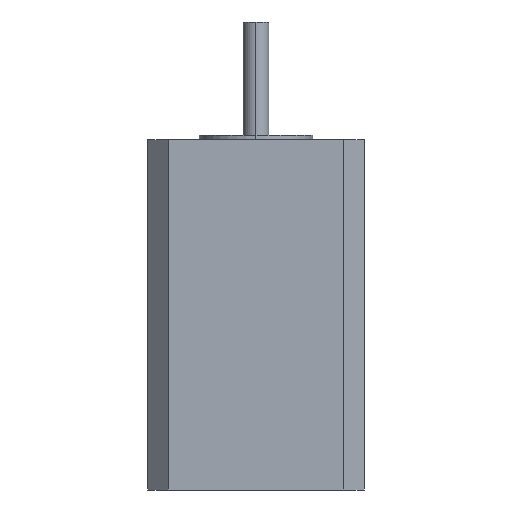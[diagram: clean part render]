
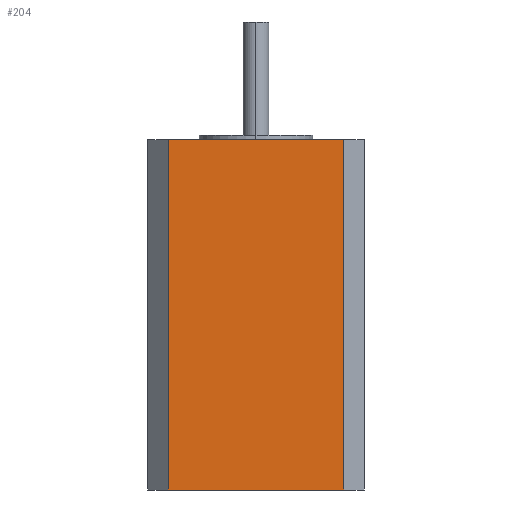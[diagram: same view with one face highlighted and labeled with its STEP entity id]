
A CAD part, left-side view. The second image highlights one B-rep face of the part: STEP entity #204.
In plain terms, the highlighted planar face has unit normal (-1, 0, 0).
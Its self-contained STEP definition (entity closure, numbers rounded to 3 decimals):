
#11 = EDGE_CURVE ( 'NONE', #99, #194, #606, .T. ) ;
#18 = VERTEX_POINT ( 'NONE', #471 ) ;
#52 = EDGE_LOOP ( 'NONE', ( #88, #360, #247, #117 ) ) ;
#75 = LINE ( 'NONE', #440, #468 ) ;
#88 = ORIENTED_EDGE ( 'NONE', *, *, #546, .F. ) ;
#99 = VERTEX_POINT ( 'NONE', #891 ) ;
#110 = CARTESIAN_POINT ( 'NONE',  ( -21., 16.972, 33.95 ) ) ;
#117 = ORIENTED_EDGE ( 'NONE', *, *, #636, .F. ) ;
#140 = CARTESIAN_POINT ( 'NONE',  ( -21., 16.972, 33.95 ) ) ;
#146 = DIRECTION ( 'NONE',  ( 0., -1., 0. ) ) ;
#194 = VERTEX_POINT ( 'NONE', #562 ) ;
#204 = ADVANCED_FACE ( 'NONE', ( #553 ), #626, .F. ) ;
#247 = ORIENTED_EDGE ( 'NONE', *, *, #11, .F. ) ;
#292 = AXIS2_PLACEMENT_3D ( 'NONE', #432, #764, #759 ) ;
#332 = LINE ( 'NONE', #881, #412 ) ;
#360 = ORIENTED_EDGE ( 'NONE', *, *, #558, .T. ) ;
#394 = CARTESIAN_POINT ( 'NONE',  ( -21., -16.972, 33.95 ) ) ;
#412 = VECTOR ( 'NONE', #787, 1000. ) ;
#432 = CARTESIAN_POINT ( 'NONE',  ( -21., -21., 33.95 ) ) ;
#440 = CARTESIAN_POINT ( 'NONE',  ( -21., -21., -33.95 ) ) ;
#468 = VECTOR ( 'NONE', #146, 1000. ) ;
#471 = CARTESIAN_POINT ( 'NONE',  ( -21., 16.972, -33.95 ) ) ;
#479 = DIRECTION ( 'NONE',  ( 0., 0., -1. ) ) ;
#480 = LINE ( 'NONE', #140, #833 ) ;
#546 = EDGE_CURVE ( 'NONE', #18, #725, #480, .T. ) ;
#553 = FACE_OUTER_BOUND ( 'NONE', #52, .T. ) ;
#558 = EDGE_CURVE ( 'NONE', #18, #194, #75, .T. ) ;
#562 = CARTESIAN_POINT ( 'NONE',  ( -21., -16.972, -33.95 ) ) ;
#606 = LINE ( 'NONE', #394, #830 ) ;
#626 = PLANE ( 'NONE',  #292 ) ;
#636 = EDGE_CURVE ( 'NONE', #725, #99, #332, .T. ) ;
#725 = VERTEX_POINT ( 'NONE', #110 ) ;
#759 = DIRECTION ( 'NONE',  ( 0., 0., -1. ) ) ;
#764 = DIRECTION ( 'NONE',  ( 1., 0., 0. ) ) ;
#787 = DIRECTION ( 'NONE',  ( 0., -1., 0. ) ) ;
#830 = VECTOR ( 'NONE', #479, 1000. ) ;
#833 = VECTOR ( 'NONE', #855, 1000. ) ;
#855 = DIRECTION ( 'NONE',  ( 0., 0., 1. ) ) ;
#881 = CARTESIAN_POINT ( 'NONE',  ( -21., -21., 33.95 ) ) ;
#891 = CARTESIAN_POINT ( 'NONE',  ( -21., -16.972, 33.95 ) ) ;
